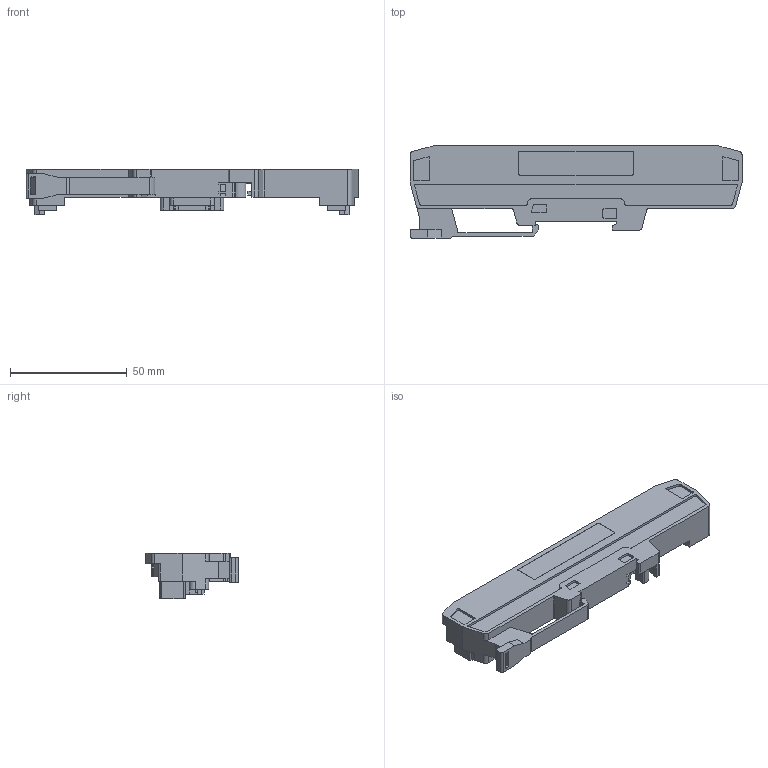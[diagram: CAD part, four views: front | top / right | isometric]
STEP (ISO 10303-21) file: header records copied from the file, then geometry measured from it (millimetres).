
FILE_DESCRIPTION(('Creo Elements/Direct Modeling STEP Export'),'2;1');
FILE_NAME('model.stp','2019-02-06T 9:18:33',(''),(''),'Creo Elements/Direct Modeling STEP processor for AP214 (Solid Model)','Creo Elements/Direct Modeling 20.1A 29-Sep-2018 (C) Parametric Technology GmbH','');
FILE_SCHEMA(('AUTOMOTIVE_DESIGN { 1 0 10303 214 1 1 1 1 }'));
Length unit declared in the file: millimetre
Products named in the file (2): UM-PRO_122_COVER-R_Tecdoc__00542109
Assembly tree (1 placements, depth 2):
  UM-PRO_122_COVER-R_Tecdoc__00542109
    UM-PRO_122_COVER-R_Tecdoc__00542109
Bounding box: 142.3 x 39.45 x 19.5 mm (x, y, z)
Volume: 31828.3 mm3; surface area: 20649.9 mm2
Topology: 1 solids, 1 shells, 365 faces, 1056 edges, 704 vertices
Faces by surface type: plane 271, cylinder 90, extrusion 4
Entity records: 11906 total; most frequent: CARTESIAN_POINT 2176, ORIENTED_EDGE 2112, DIRECTION 1906, EDGE_CURVE 1056, VECTOR 866, LINE 862, VERTEX_POINT 704, AXIS2_PLACEMENT_3D 520
